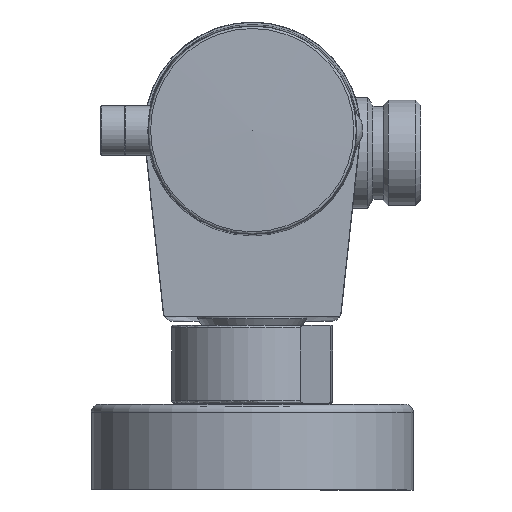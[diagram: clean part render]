
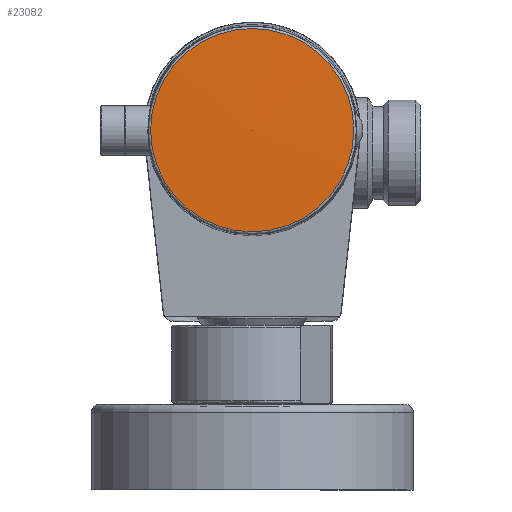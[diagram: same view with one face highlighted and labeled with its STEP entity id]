
A CAD part, left-side view. The second image highlights one B-rep face of the part: STEP entity #23082.
In plain terms, the highlighted spherical face has radius 666.89 mm.
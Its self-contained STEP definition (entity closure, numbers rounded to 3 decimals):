
#7242=ORIENTED_EDGE('',*,*,#9888,.T.);
#9888=EDGE_CURVE('',#11417,#11417,#12341,.F.);
#11417=VERTEX_POINT('',#39847);
#12341=CIRCLE('',#24948,20.205);
#13518=EDGE_LOOP('',(#7242));
#14809=FACE_BOUND('',#13518,.T.);
#15040=SPHERICAL_SURFACE('',#24947,666.89);
#23082=ADVANCED_FACE('',(#14809),#15040,.T.);
#24947=AXIS2_PLACEMENT_3D('',#39845,#29263,#29264);
#24948=AXIS2_PLACEMENT_3D('',#39846,#29265,#29266);
#29263=DIRECTION('',(0.,1.,0.));
#29264=DIRECTION('',(1.,0.,0.));
#29265=DIRECTION('',(0.,-1.,0.));
#29266=DIRECTION('',(0.,0.,-1.));
#39845=CARTESIAN_POINT('',(0.,-630.585,0.));
#39846=CARTESIAN_POINT('',(0.,36.,0.));
#39847=CARTESIAN_POINT('',(0.,36.,-20.205));
